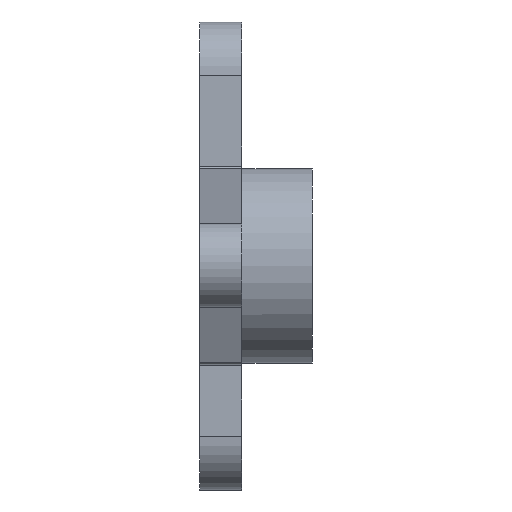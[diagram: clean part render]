
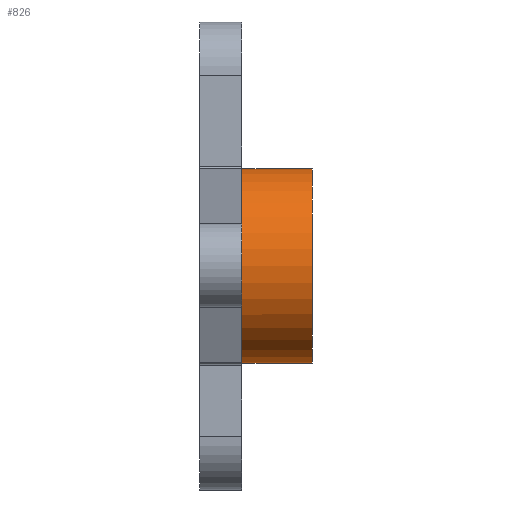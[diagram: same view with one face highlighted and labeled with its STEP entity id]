
A CAD part, left-side view. The second image highlights one B-rep face of the part: STEP entity #826.
In plain terms, the highlighted cylindrical face has radius 3.45 mm (diameter 6.9 mm), a full revolution.
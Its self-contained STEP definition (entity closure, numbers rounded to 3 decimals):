
#38=CYLINDRICAL_SURFACE('',#940,3.45);
#95=LINE('',#1422,#148);
#148=VECTOR('',#1189,3.45);
#225=FACE_OUTER_BOUND('',#306,.T.);
#306=EDGE_LOOP('',(#753,#754,#755,#756));
#366=CIRCLE('',#933,3.45);
#368=CIRCLE('',#938,3.45);
#440=VERTEX_POINT('',#1409);
#442=VERTEX_POINT('',#1417);
#548=EDGE_CURVE('',#440,#440,#366,.F.);
#551=EDGE_CURVE('',#442,#442,#368,.T.);
#553=EDGE_CURVE('',#440,#442,#95,.T.);
#753=ORIENTED_EDGE('',*,*,#548,.T.);
#754=ORIENTED_EDGE('',*,*,#553,.T.);
#755=ORIENTED_EDGE('',*,*,#551,.F.);
#756=ORIENTED_EDGE('',*,*,#553,.F.);
#826=ADVANCED_FACE('',(#225),#38,.T.);
#933=AXIS2_PLACEMENT_3D('',#1410,#1172,#1173);
#938=AXIS2_PLACEMENT_3D('',#1418,#1183,#1184);
#940=AXIS2_PLACEMENT_3D('',#1421,#1187,#1188);
#1172=DIRECTION('center_axis',(0.,1.,0.));
#1173=DIRECTION('ref_axis',(0.,0.,1.));
#1183=DIRECTION('center_axis',(0.,-1.,0.));
#1184=DIRECTION('ref_axis',(0.,0.,-1.));
#1187=DIRECTION('center_axis',(0.,1.,0.));
#1188=DIRECTION('ref_axis',(0.,0.,1.));
#1189=DIRECTION('',(0.,-1.,0.));
#1409=CARTESIAN_POINT('',(0.,0.,-3.45));
#1410=CARTESIAN_POINT('Origin',(0.,0.,0.));
#1417=CARTESIAN_POINT('',(0.,-2.5,-3.45));
#1418=CARTESIAN_POINT('Origin',(0.,-2.5,0.));
#1421=CARTESIAN_POINT('Origin',(0.,-2.5,0.));
#1422=CARTESIAN_POINT('',(0.,-2.5,-3.45));
